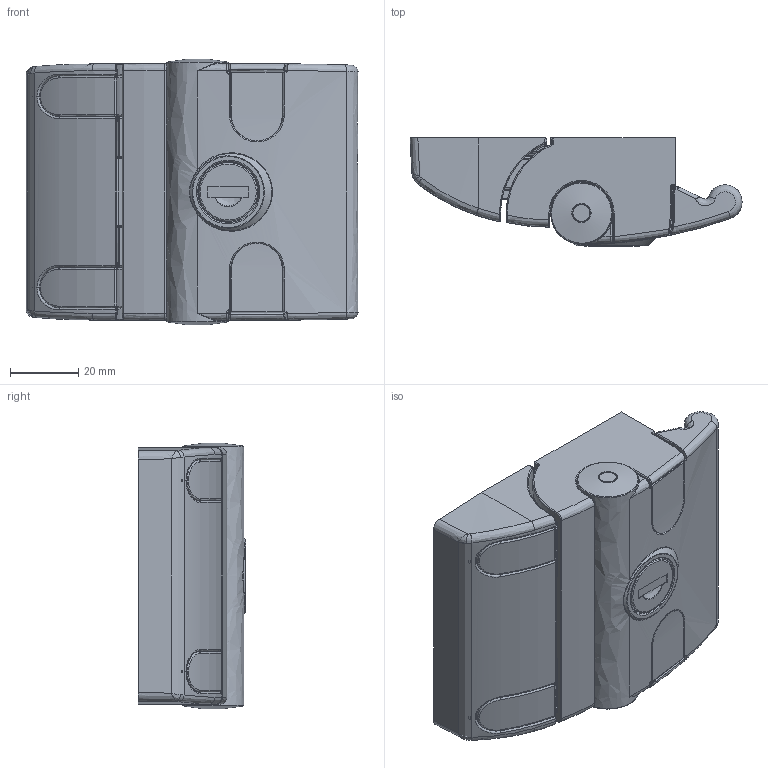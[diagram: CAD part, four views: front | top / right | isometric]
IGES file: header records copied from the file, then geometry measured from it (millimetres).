
Global section: file name: 620013_2016; native system: Autodesk Inventor 2016; preprocessor: unknown; author: Frančeová,,; organization: 11; date: 20180418.150016; units: millimetre
Bounding box: 97.21 x 31.57 x 77.81 mm (x, y, z)
Volume: 76002.3 mm3; surface area: 62106.1 mm2
Topology: 15 solids, 15 shells, 2977 faces, 7545 edges, 4335 vertices
Faces by surface type: bspline 2977
